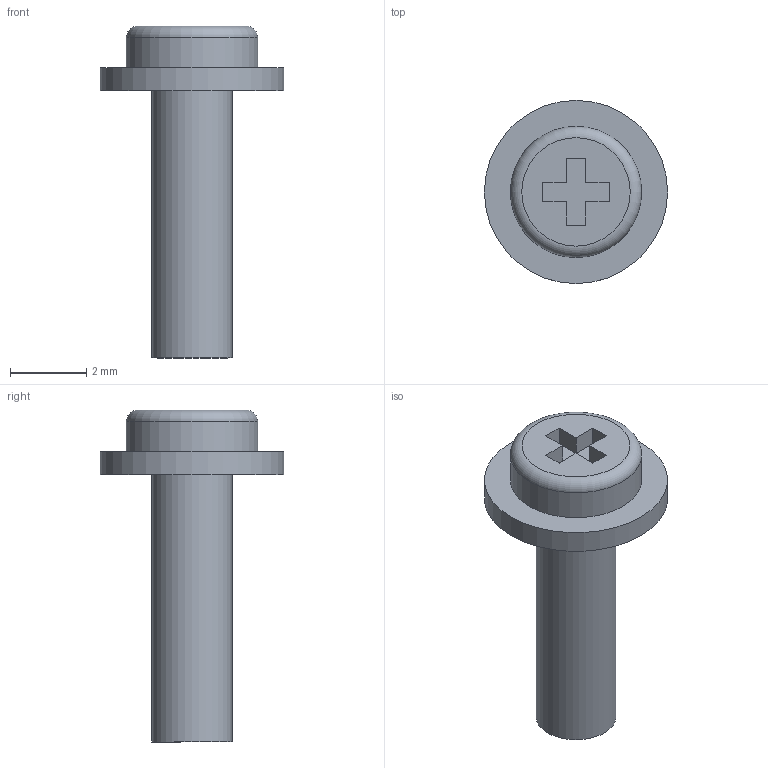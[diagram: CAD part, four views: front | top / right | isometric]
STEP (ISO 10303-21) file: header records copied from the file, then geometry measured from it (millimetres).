
FILE_DESCRIPTION(('FreeCAD Model'),'2;1');
FILE_NAME('Futaba3003-horn-bolt-truncated.stp' ,'2014-08-01T09:43:46',('FreeCAD'),('FreeCAD'), 'Open CASCADE STEP processor 6.7','FreeCAD','Unknown');
FILE_SCHEMA(('AUTOMOTIVE_DESIGN_CC2 { 1 2 10303 214 -1 1 5 4 }'));
Length unit declared in the file: millimetre
Products named in the file (1): Final-bolt
Bounding box: 4.8 x 4.8 x 8.7 mm (x, y, z)
Volume: 44.4 mm3; surface area: 105.4 mm2
Topology: 1 solids, 1 shells, 21 faces, 47 edges, 31 vertices
Faces by surface type: plane 17, cylinder 3, torus 1
Full cylindrical faces by diameter (mm): 2.1 x1, 3.44 x1, 4.8 x1
Entity records: 1211 total; most frequent: CARTESIAN_POINT 196, DIRECTION 191, LINE 125, VECTOR 125, ORIENTED_EDGE 94, PCURVE 94, DEFINITIONAL_REPRESENTATION 94, EDGE_CURVE 47
